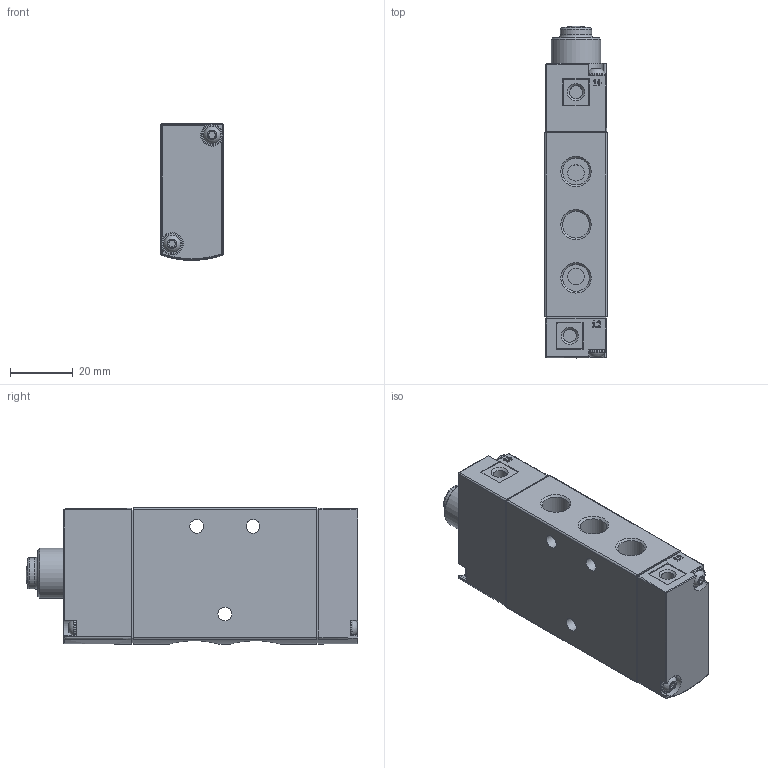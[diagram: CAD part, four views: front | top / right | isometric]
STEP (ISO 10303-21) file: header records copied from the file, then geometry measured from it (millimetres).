
FILE_DESCRIPTION(/* description */ ('STEP AP214'),/* implementation_level */ '2;1');
FILE_NAME(/* name */ '8031324_VMEF-SCZ-M52-E-G18',/* time_stamp */ '2024-09-16T16:18:12+02:00',/* author */ ('License CC BY-ND 4.0'),/* organization */ ('CADENAS'),/* preprocessor_version */ 'ST-DEVELOPER v19.3',/* originating_system */ 'PARTsolutions',/* authorisation */ ' ');
FILE_SCHEMA (('AUTOMOTIVE_DESIGN {1 0 10303 214 3 1 1}'));
Length unit declared in the file: millimetre
Products named in the file (4): 8031324 VMEF-SCZ-M52-E-G18---(1); 3348028 VXEF-XCZ-M52-E-G18_valve---(12); 3699666 VMEF_cover---(12); 3395814 VMEF---(schrauben)
Assembly tree (4 placements, depth 2):
  8031324 VMEF-SCZ-M52-E-G18---(1)
    3348028 VXEF-XCZ-M52-E-G18_valve---(12)
    3699666 VMEF_cover---(12)
    3395814 VMEF---(schrauben)  x2
Bounding box: 20 x 106.1 x 43.72 mm (x, y, z)
Volume: 75167.2 mm3; surface area: 21213.5 mm2
Topology: 4 solids, 4 shells, 306 faces, 742 edges, 487 vertices
Faces by surface type: cylinder 130, plane 129, cone 29, torus 15, sphere 3
Full cylindrical faces by diameter (mm): 2.1 x1, 2.459 x4, 3 x2, 4.134 x2, 4.2 x1, 4.4 x3, 5.2 x4, 5.93 x1, 6.8 x4, 8.566 x5, 10 x1, 13 x1, 13.2 x1, 15.9 x1, 16.5 x2
Entity records: 9933 total; most frequent: CARTESIAN_POINT 1469, DIRECTION 1429, ORIENTED_EDGE 1220, EDGE_CURVE 610, AXIS2_PLACEMENT_3D 561, VERTEX_POINT 443, FACE_BOUND 403, EDGE_LOOP 399
